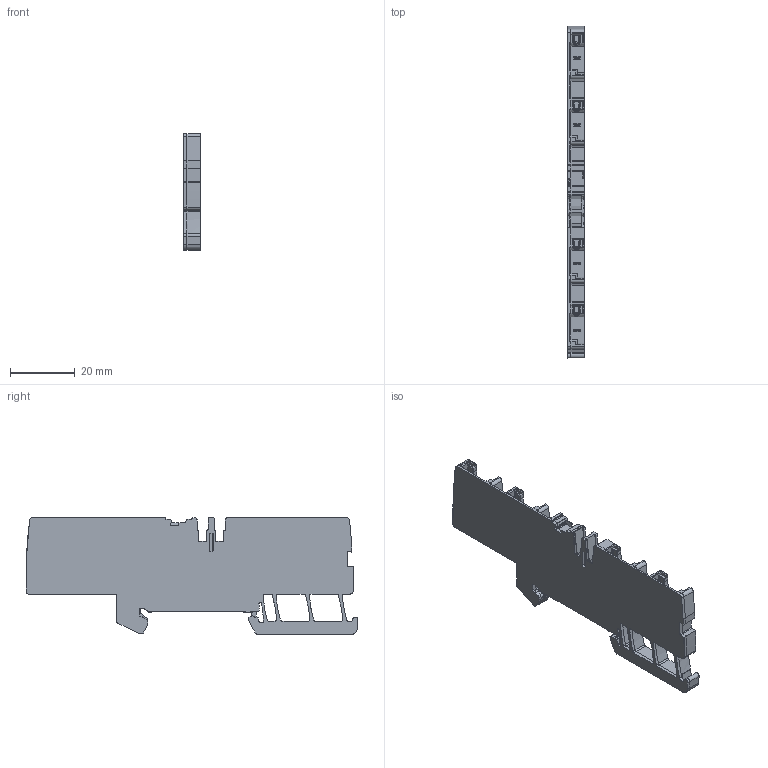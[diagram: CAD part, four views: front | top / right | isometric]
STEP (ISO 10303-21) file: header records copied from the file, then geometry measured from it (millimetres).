
FILE_DESCRIPTION(('CATIA V5 STEP Exchange','CAx-IF Rec.Pracs.--- Model Styling and Organization---1.4--- 2014-01-23'),'2;1');
FILE_NAME ('1480897-5_0_2898170000_2898170000.stp','2023-04-21T08:56:54+00:00',('none'),('Weidmueller'),'CATIA Version 5-6 Release 2016 SP3 HF44','CATIA V5 STEP AP214','none');
FILE_SCHEMA(('AUTOMOTIVE_DESIGN { 1 0 10303 214 1 1 1 1 }'));
Length unit declared in the file: millimetre
Products named in the file (1): 2898170000
Bounding box: 5.1 x 102.67 x 36.15 mm (x, y, z)
Volume: 10193.5 mm3; surface area: 13660.3 mm2
Topology: 10 solids, 10 shells, 995 faces, 2825 edges, 1835 vertices
Faces by surface type: plane 501, cylinder 363, extrusion 70, cone 24, torus 18, bspline 16, sphere 3
Entity records: 40288 total; most frequent: CARTESIAN_POINT 16567, ORIENTED_EDGE 5614, DIRECTION 3691, EDGE_CURVE 2807, VECTOR 1961, LINE 1891, VERTEX_POINT 1835, AXIS2_PLACEMENT_3D 1176
